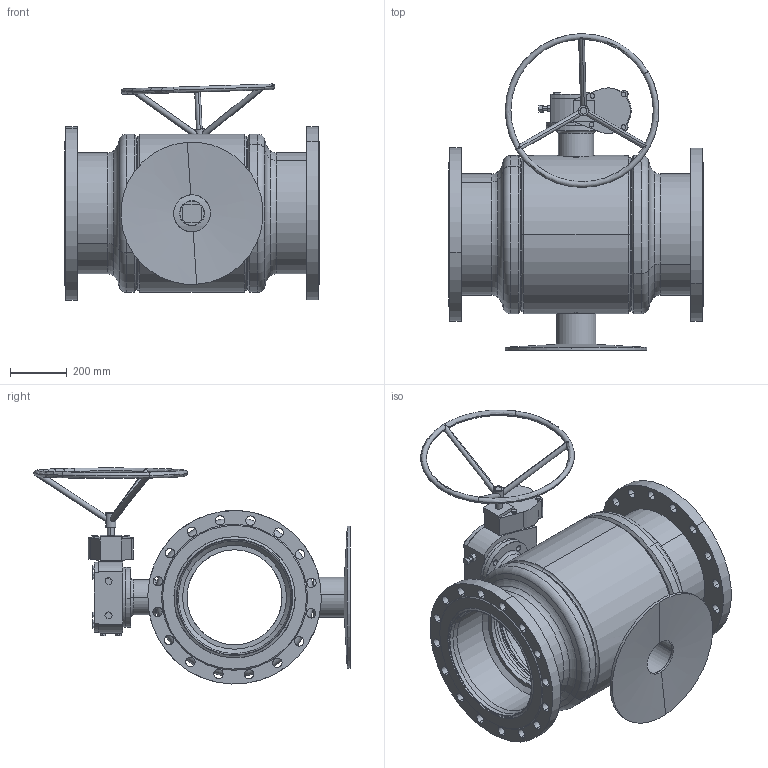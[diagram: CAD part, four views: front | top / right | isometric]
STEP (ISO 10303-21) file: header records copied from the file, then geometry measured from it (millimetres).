
FILE_DESCRIPTION (( 'STEP AP214' ), '1' );
FILE_NAME ('DN400涡轮法兰球阀PN25.STEP', '2023-10-08T06:52:33', ( '' ), ( '' ), 'SwSTEP 2.0', 'SolidWorks 2019', '' );
FILE_SCHEMA (( 'AUTOMOTIVE_DESIGN' ));
Length unit declared in the file: millimetre
Products named in the file (11): 恘謫350; 400楊擘2.5; 粣杶蜊傻350; 400盓殤埴攫; 400埴攫盓殤奪; DN400涡轮法兰球阀PN25; 忒謫350; 瑩; 400晚概极; 概裝 蜊傻; DN400-概极趼极
Assembly tree (12 placements, depth 2):
  DN400涡轮法兰球阀PN25
    DN400-概极趼极
    概裝 蜊傻
    粣杶蜊傻350
    400晚概极  x2
    400埴攫盓殤奪
    400盓殤埴攫
    瑩
    恘謫350
    忒謫350
    400楊擘2.5  x2
Bounding box: 895 x 1110.99 x 759.21 mm (x, y, z)
Volume: 59524280.1 mm3; surface area: 5436794.3 mm2
Topology: 22 solids, 26 shells, 864 faces, 1938 edges, 1235 vertices
Faces by surface type: cylinder 368, plane 326, cone 144, torus 26
Entity records: 22954 total; most frequent: CARTESIAN_POINT 5447, DIRECTION 3515, ORIENTED_EDGE 3164, EDGE_CURVE 1582, AXIS2_PLACEMENT_3D 1403, VERTEX_POINT 1007, EDGE_LOOP 851, VECTOR 709
